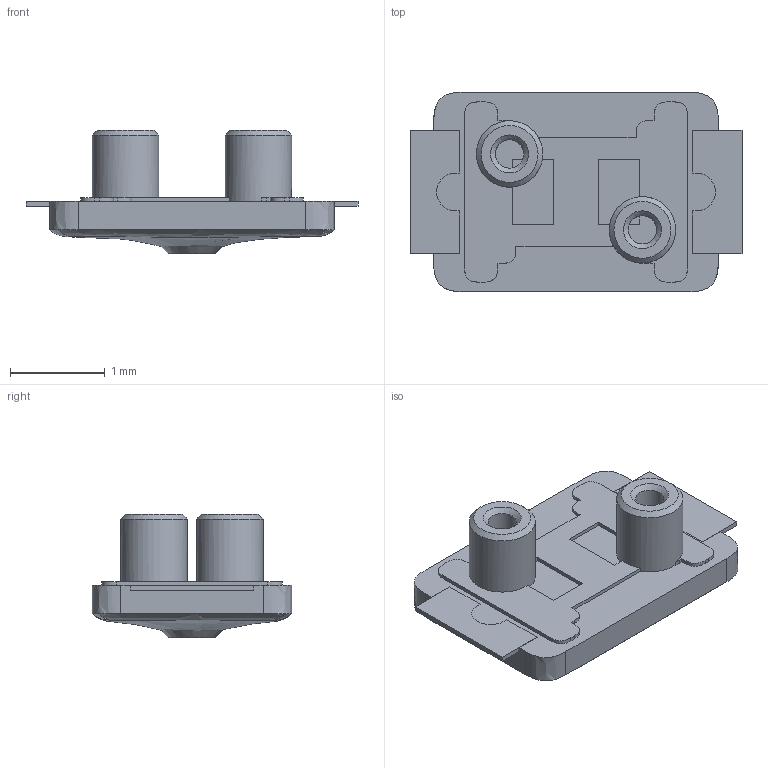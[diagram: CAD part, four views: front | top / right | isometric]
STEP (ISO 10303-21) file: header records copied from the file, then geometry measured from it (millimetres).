
FILE_DESCRIPTION(/* description */ (''),/* implementation_level */ '2;1');
FILE_NAME(/* name */ 'button v4.step',/* time_stamp */ '2024-02-21T22:37:17+08:00',/* author */ (''),/* organization */ (''),/* preprocessor_version */ 'ST-DEVELOPER v20',/* originating_system */ 'Autodesk Translation Framework v12.20.1.177',/* authorisation */ '');
FILE_SCHEMA (('AUTOMOTIVE_DESIGN { 1 0 10303 214 3 1 1 }'));
Length unit declared in the file: millimetre
Products named in the file (3): button; base; slider
Assembly tree (2 placements, depth 2):
  button
    base
    slider
Bounding box: 3.5 x 2.1 x 1.3 mm (x, y, z)
Volume: 3.1 mm3; surface area: 43.1 mm2
Topology: 6 solids, 6 shells, 127 faces, 335 edges, 223 vertices
Faces by surface type: plane 80, bspline 32, cylinder 9, cone 5, sphere 1
Full cylindrical faces by diameter (mm): 0.3 x2, 0.7 x2, 0.8 x1
Entity records: 6129 total; most frequent: CARTESIAN_POINT 3118, ORIENTED_EDGE 670, DIRECTION 488, EDGE_CURVE 335, VERTEX_POINT 223, LINE 194, VECTOR 194, AXIS2_PLACEMENT_3D 147
